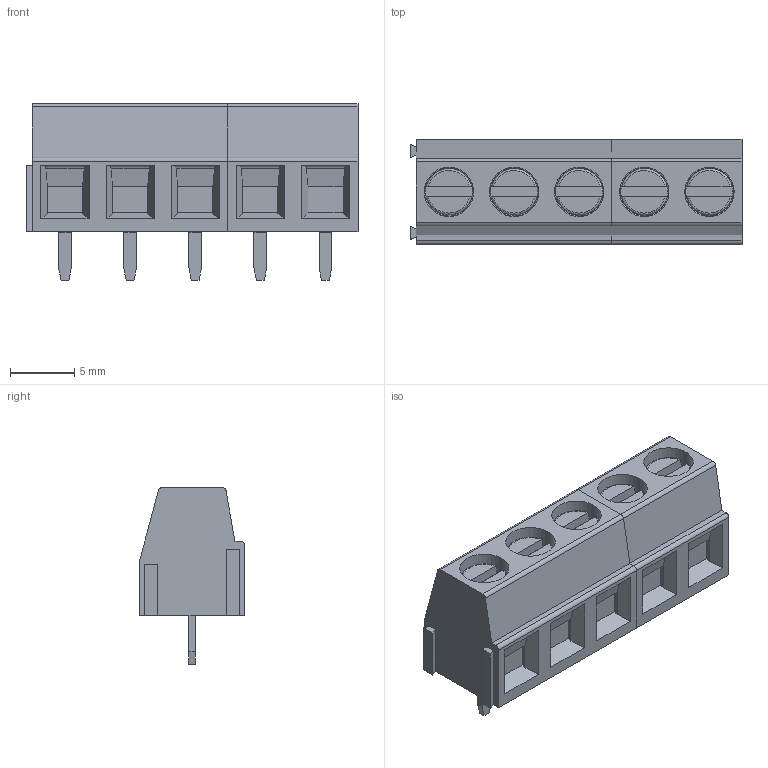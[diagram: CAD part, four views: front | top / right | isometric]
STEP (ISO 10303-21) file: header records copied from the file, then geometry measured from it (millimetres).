
FILE_DESCRIPTION(('FreeCAD Model'),'2;1');
FILE_NAME('Open CASCADE Shape Model','2024-11-07T14:57:09',(''),(''), 'Open CASCADE STEP processor 7.6','FreeCAD','Unknown');
FILE_SCHEMA(('AUTOMOTIVE_DESIGN { 1 0 10303 214 1 1 1 1 }'));
Length unit declared in the file: millimetre
Products named in the file (1): CUI_DEVICES_TB006-508-05BE
Bounding box: 25.9 x 8.2 x 13.8 mm (x, y, z)
Volume: 1724.1 mm3; surface area: 1417.2 mm2
Topology: 1 solids, 6 shells, 261 faces, 671 edges, 434 vertices
Faces by surface type: plane 170, bspline 40, cylinder 31, cone 20
Entity records: 12068 total; most frequent: CARTESIAN_POINT 4090, ORIENTED_EDGE 1342, DIRECTION 1164, EDGE_CURVE 671, LINE 452, VECTOR 452, VERTEX_POINT 434, AXIS2_PLACEMENT_3D 356
